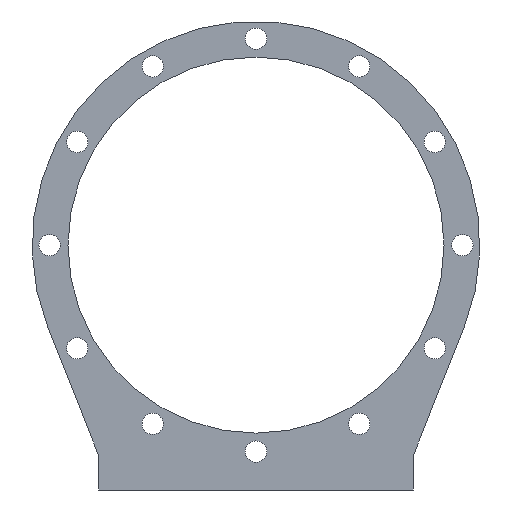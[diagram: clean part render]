
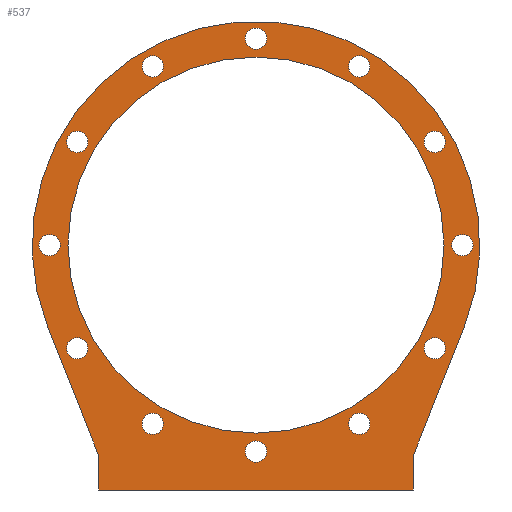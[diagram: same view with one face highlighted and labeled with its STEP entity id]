
A CAD part, front view. The second image highlights one B-rep face of the part: STEP entity #537.
In plain terms, the highlighted planar face has unit normal (0, -1, 0).
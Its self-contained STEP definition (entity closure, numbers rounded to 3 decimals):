
#30=FACE_BOUND('',#123,.T.);
#31=FACE_BOUND('',#124,.T.);
#32=FACE_BOUND('',#125,.T.);
#33=FACE_BOUND('',#126,.T.);
#34=FACE_BOUND('',#127,.T.);
#35=FACE_BOUND('',#128,.T.);
#36=FACE_BOUND('',#129,.T.);
#37=FACE_BOUND('',#130,.T.);
#38=FACE_BOUND('',#131,.T.);
#39=FACE_BOUND('',#132,.T.);
#40=FACE_BOUND('',#133,.T.);
#41=FACE_BOUND('',#134,.T.);
#42=FACE_BOUND('',#135,.T.);
#53=PLANE('',#610);
#80=FACE_OUTER_BOUND('',#122,.T.);
#122=EDGE_LOOP('',(#474,#475,#476,#477,#478,#479,#480,#481));
#123=EDGE_LOOP('',(#482));
#124=EDGE_LOOP('',(#483));
#125=EDGE_LOOP('',(#484));
#126=EDGE_LOOP('',(#485));
#127=EDGE_LOOP('',(#486));
#128=EDGE_LOOP('',(#487));
#129=EDGE_LOOP('',(#488));
#130=EDGE_LOOP('',(#489));
#131=EDGE_LOOP('',(#490));
#132=EDGE_LOOP('',(#491));
#133=EDGE_LOOP('',(#492));
#134=EDGE_LOOP('',(#493));
#135=EDGE_LOOP('',(#494));
#141=LINE('',#791,#178);
#144=LINE('',#797,#181);
#147=LINE('',#803,#184);
#153=LINE('',#844,#190);
#155=LINE('',#847,#192);
#169=LINE('',#902,#206);
#172=LINE('',#909,#209);
#178=VECTOR('',#636,10.);
#181=VECTOR('',#641,10.);
#184=VECTOR('',#646,10.);
#190=VECTOR('',#684,10.);
#192=VECTOR('',#688,10.);
#206=VECTOR('',#756,10.);
#209=VECTOR('',#765,10.);
#228=CIRCLE('',#581,3.05);
#229=CIRCLE('',#583,3.05);
#230=CIRCLE('',#585,3.05);
#231=CIRCLE('',#587,3.05);
#232=CIRCLE('',#589,3.05);
#233=CIRCLE('',#591,3.05);
#234=CIRCLE('',#593,3.05);
#235=CIRCLE('',#595,3.05);
#236=CIRCLE('',#597,3.05);
#237=CIRCLE('',#599,3.05);
#238=CIRCLE('',#601,3.05);
#239=CIRCLE('',#603,3.05);
#240=CIRCLE('',#605,53.75);
#241=CIRCLE('',#608,64.);
#247=VERTEX_POINT('',#785);
#249=VERTEX_POINT('',#789);
#251=VERTEX_POINT('',#795);
#253=VERTEX_POINT('',#801);
#271=VERTEX_POINT('',#841);
#272=VERTEX_POINT('',#843);
#273=VERTEX_POINT('',#849);
#274=VERTEX_POINT('',#853);
#275=VERTEX_POINT('',#857);
#276=VERTEX_POINT('',#861);
#277=VERTEX_POINT('',#865);
#278=VERTEX_POINT('',#869);
#279=VERTEX_POINT('',#873);
#280=VERTEX_POINT('',#877);
#281=VERTEX_POINT('',#881);
#282=VERTEX_POINT('',#885);
#283=VERTEX_POINT('',#889);
#284=VERTEX_POINT('',#893);
#285=VERTEX_POINT('',#897);
#286=VERTEX_POINT('',#901);
#287=VERTEX_POINT('',#905);
#297=EDGE_CURVE('',#247,#249,#141,.T.);
#300=EDGE_CURVE('',#249,#251,#144,.T.);
#303=EDGE_CURVE('',#251,#253,#147,.T.);
#323=EDGE_CURVE('',#272,#271,#153,.T.);
#325=EDGE_CURVE('',#253,#272,#155,.T.);
#326=EDGE_CURVE('',#273,#273,#228,.T.);
#328=EDGE_CURVE('',#274,#274,#229,.T.);
#330=EDGE_CURVE('',#275,#275,#230,.T.);
#332=EDGE_CURVE('',#276,#276,#231,.T.);
#334=EDGE_CURVE('',#277,#277,#232,.T.);
#336=EDGE_CURVE('',#278,#278,#233,.T.);
#338=EDGE_CURVE('',#279,#279,#234,.T.);
#340=EDGE_CURVE('',#280,#280,#235,.T.);
#342=EDGE_CURVE('',#281,#281,#236,.T.);
#344=EDGE_CURVE('',#282,#282,#237,.T.);
#346=EDGE_CURVE('',#283,#283,#238,.T.);
#348=EDGE_CURVE('',#284,#284,#239,.T.);
#350=EDGE_CURVE('',#285,#285,#240,.T.);
#352=EDGE_CURVE('',#286,#247,#169,.T.);
#354=EDGE_CURVE('',#287,#286,#241,.T.);
#356=EDGE_CURVE('',#271,#287,#172,.T.);
#474=ORIENTED_EDGE('',*,*,#300,.T.);
#475=ORIENTED_EDGE('',*,*,#303,.T.);
#476=ORIENTED_EDGE('',*,*,#325,.T.);
#477=ORIENTED_EDGE('',*,*,#323,.T.);
#478=ORIENTED_EDGE('',*,*,#356,.T.);
#479=ORIENTED_EDGE('',*,*,#354,.T.);
#480=ORIENTED_EDGE('',*,*,#352,.T.);
#481=ORIENTED_EDGE('',*,*,#297,.T.);
#482=ORIENTED_EDGE('',*,*,#326,.T.);
#483=ORIENTED_EDGE('',*,*,#328,.T.);
#484=ORIENTED_EDGE('',*,*,#330,.T.);
#485=ORIENTED_EDGE('',*,*,#332,.T.);
#486=ORIENTED_EDGE('',*,*,#334,.T.);
#487=ORIENTED_EDGE('',*,*,#336,.T.);
#488=ORIENTED_EDGE('',*,*,#338,.T.);
#489=ORIENTED_EDGE('',*,*,#340,.T.);
#490=ORIENTED_EDGE('',*,*,#342,.T.);
#491=ORIENTED_EDGE('',*,*,#344,.T.);
#492=ORIENTED_EDGE('',*,*,#346,.T.);
#493=ORIENTED_EDGE('',*,*,#348,.T.);
#494=ORIENTED_EDGE('',*,*,#350,.T.);
#537=ADVANCED_FACE('',(#80,#30,#31,#32,#33,#34,#35,#36,#37,#38,#39,#40,
#41,#42),#53,.T.);
#581=AXIS2_PLACEMENT_3D('',#850,#691,#692);
#583=AXIS2_PLACEMENT_3D('',#854,#696,#697);
#585=AXIS2_PLACEMENT_3D('',#858,#701,#702);
#587=AXIS2_PLACEMENT_3D('',#862,#706,#707);
#589=AXIS2_PLACEMENT_3D('',#866,#711,#712);
#591=AXIS2_PLACEMENT_3D('',#870,#716,#717);
#593=AXIS2_PLACEMENT_3D('',#874,#721,#722);
#595=AXIS2_PLACEMENT_3D('',#878,#726,#727);
#597=AXIS2_PLACEMENT_3D('',#882,#731,#732);
#599=AXIS2_PLACEMENT_3D('',#886,#736,#737);
#601=AXIS2_PLACEMENT_3D('',#890,#741,#742);
#603=AXIS2_PLACEMENT_3D('',#894,#746,#747);
#605=AXIS2_PLACEMENT_3D('',#898,#751,#752);
#608=AXIS2_PLACEMENT_3D('',#906,#760,#761);
#610=AXIS2_PLACEMENT_3D('',#910,#766,#767);
#636=DIRECTION('',(1.,0.,0.));
#641=DIRECTION('',(0.,0.,-1.));
#646=DIRECTION('',(1.,0.,0.));
#684=DIRECTION('',(1.,0.,0.));
#688=DIRECTION('',(0.,0.,1.));
#691=DIRECTION('center_axis',(0.,1.,0.));
#692=DIRECTION('ref_axis',(0.866,0.,0.5));
#696=DIRECTION('center_axis',(0.,1.,0.));
#697=DIRECTION('ref_axis',(0.5,0.,0.866));
#701=DIRECTION('center_axis',(0.,1.,0.));
#702=DIRECTION('ref_axis',(0.,0.,1.));
#706=DIRECTION('center_axis',(0.,1.,0.));
#707=DIRECTION('ref_axis',(-0.5,0.,0.866));
#711=DIRECTION('center_axis',(0.,1.,0.));
#712=DIRECTION('ref_axis',(-0.866,0.,0.5));
#716=DIRECTION('center_axis',(0.,1.,0.));
#717=DIRECTION('ref_axis',(-1.,0.,0.));
#721=DIRECTION('center_axis',(0.,1.,0.));
#722=DIRECTION('ref_axis',(-0.866,0.,-0.5));
#726=DIRECTION('center_axis',(0.,1.,0.));
#727=DIRECTION('ref_axis',(-0.5,0.,-0.866));
#731=DIRECTION('center_axis',(0.,1.,0.));
#732=DIRECTION('ref_axis',(0.,0.,-1.));
#736=DIRECTION('center_axis',(0.,1.,0.));
#737=DIRECTION('ref_axis',(0.5,0.,-0.866));
#741=DIRECTION('center_axis',(0.,1.,0.));
#742=DIRECTION('ref_axis',(0.866,0.,-0.5));
#746=DIRECTION('center_axis',(0.,1.,0.));
#747=DIRECTION('ref_axis',(1.,0.,0.));
#751=DIRECTION('center_axis',(0.,1.,0.));
#752=DIRECTION('ref_axis',(1.,0.,0.));
#756=DIRECTION('',(0.37,0.,-0.929));
#760=DIRECTION('center_axis',(0.,-1.,0.));
#761=DIRECTION('ref_axis',(1.,0.,0.));
#765=DIRECTION('',(0.37,0.,0.929));
#766=DIRECTION('center_axis',(0.,-1.,0.));
#767=DIRECTION('ref_axis',(1.,0.,0.));
#785=CARTESIAN_POINT('',(-315.,-33.25,598.8));
#789=CARTESIAN_POINT('',(-314.99,-33.25,598.8));
#791=CARTESIAN_POINT('',(-292.495,-33.25,598.8));
#795=CARTESIAN_POINT('',(-314.99,-33.25,588.8));
#797=CARTESIAN_POINT('',(-314.99,-33.25,627.3));
#801=CARTESIAN_POINT('',(-224.989,-33.25,588.8));
#803=CARTESIAN_POINT('',(-224.979,-33.25,588.8));
#841=CARTESIAN_POINT('',(-224.979,-33.25,598.8));
#843=CARTESIAN_POINT('',(-224.989,-33.25,598.8));
#844=CARTESIAN_POINT('',(-247.484,-33.25,598.8));
#847=CARTESIAN_POINT('',(-224.989,-33.25,622.3));
#849=CARTESIAN_POINT('',(-243.131,-33.25,606.18));
#850=CARTESIAN_POINT('Origin',(-240.489,-33.25,607.705));
#853=CARTESIAN_POINT('',(-220.419,-33.25,626.659));
#854=CARTESIAN_POINT('Origin',(-218.894,-33.25,629.3));
#857=CARTESIAN_POINT('',(-210.989,-33.25,655.75));
#858=CARTESIAN_POINT('Origin',(-210.989,-33.25,658.8));
#861=CARTESIAN_POINT('',(-217.369,-33.25,685.659));
#862=CARTESIAN_POINT('Origin',(-218.894,-33.25,688.3));
#865=CARTESIAN_POINT('',(-237.848,-33.25,708.37));
#866=CARTESIAN_POINT('Origin',(-240.489,-33.25,709.895));
#869=CARTESIAN_POINT('',(-266.939,-33.25,717.8));
#870=CARTESIAN_POINT('Origin',(-269.989,-33.25,717.8));
#873=CARTESIAN_POINT('',(-296.848,-33.25,711.42));
#874=CARTESIAN_POINT('Origin',(-299.489,-33.25,709.895));
#877=CARTESIAN_POINT('',(-319.56,-33.25,690.941));
#878=CARTESIAN_POINT('Origin',(-321.085,-33.25,688.3));
#881=CARTESIAN_POINT('',(-328.989,-33.25,661.85));
#882=CARTESIAN_POINT('Origin',(-328.989,-33.25,658.8));
#885=CARTESIAN_POINT('',(-322.61,-33.25,631.941));
#886=CARTESIAN_POINT('Origin',(-321.085,-33.25,629.3));
#889=CARTESIAN_POINT('',(-302.131,-33.25,609.23));
#890=CARTESIAN_POINT('Origin',(-299.489,-33.25,607.705));
#893=CARTESIAN_POINT('',(-273.039,-33.25,599.8));
#894=CARTESIAN_POINT('Origin',(-269.989,-33.25,599.8));
#897=CARTESIAN_POINT('',(-323.739,-33.25,658.8));
#898=CARTESIAN_POINT('Origin',(-269.989,-33.25,658.8));
#901=CARTESIAN_POINT('',(-329.457,-33.25,635.145));
#902=CARTESIAN_POINT('',(-315.,-33.25,598.8));
#905=CARTESIAN_POINT('',(-210.521,-33.25,635.145));
#906=CARTESIAN_POINT('Origin',(-269.989,-33.25,658.8));
#909=CARTESIAN_POINT('',(-224.979,-33.25,598.8));
#910=CARTESIAN_POINT('Origin',(-269.989,-33.25,655.8));
